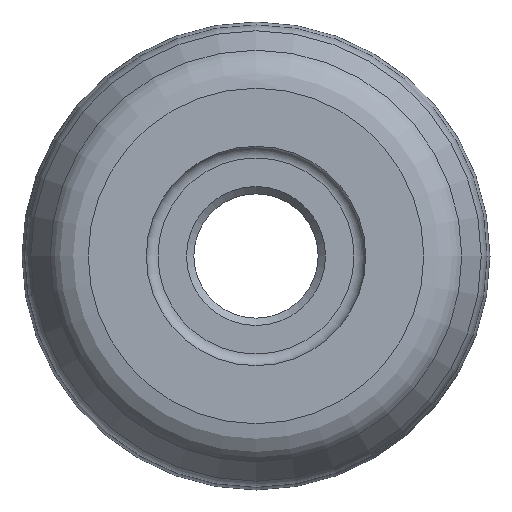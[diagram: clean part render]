
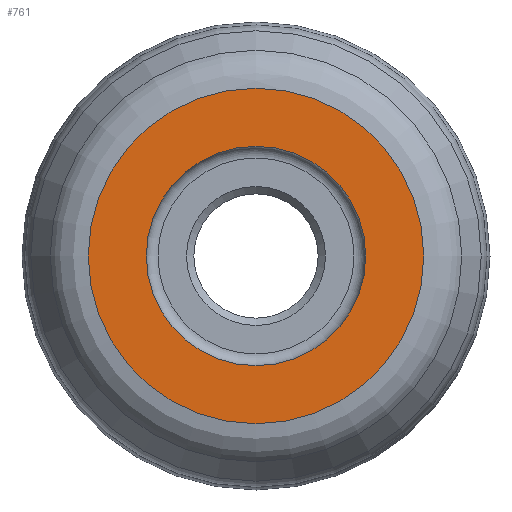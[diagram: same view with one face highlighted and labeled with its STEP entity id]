
A CAD part, front view. The second image highlights one B-rep face of the part: STEP entity #761.
In plain terms, the highlighted planar face has unit normal (0, -1, 0).
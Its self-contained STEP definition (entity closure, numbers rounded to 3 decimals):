
#70 = AXIS2_PLACEMENT_3D ( 'NONE', #717, #550, #605 ) ;
#108 = CARTESIAN_POINT ( 'NONE',  ( 0., 0., 7.5 ) ) ;
#143 = CIRCLE ( 'NONE', #70, 11.47 ) ;
#180 = CARTESIAN_POINT ( 'NONE',  ( 0., 0., 11.47 ) ) ;
#199 = AXIS2_PLACEMENT_3D ( 'NONE', #615, #535, #251 ) ;
#225 = DIRECTION ( 'NONE',  ( 0., 0., 1. ) ) ;
#230 = CARTESIAN_POINT ( 'NONE',  ( 0., 0., -7.5 ) ) ;
#251 = DIRECTION ( 'NONE',  ( 0., 0., 1. ) ) ;
#262 = EDGE_LOOP ( 'NONE', ( #730 ) ) ;
#351 = VERTEX_POINT ( 'NONE', #108 ) ;
#364 = EDGE_CURVE ( 'NONE', #351, #351, #710, .T. ) ;
#381 = VERTEX_POINT ( 'NONE', #180 ) ;
#394 = EDGE_CURVE ( 'NONE', #381, #381, #143, .T. ) ;
#477 = FACE_OUTER_BOUND ( 'NONE', #262, .T. ) ;
#535 = DIRECTION ( 'NONE',  ( 0., 1., 0. ) ) ;
#550 = DIRECTION ( 'NONE',  ( 0., 1., 0. ) ) ;
#570 = AXIS2_PLACEMENT_3D ( 'NONE', #230, #694, #225 ) ;
#605 = DIRECTION ( 'NONE',  ( 0., 0., 1. ) ) ;
#615 = CARTESIAN_POINT ( 'NONE',  ( 0., 0., 0. ) ) ;
#694 = DIRECTION ( 'NONE',  ( 0., 1., 0. ) ) ;
#710 = CIRCLE ( 'NONE', #199, 7.5 ) ;
#716 = FACE_BOUND ( 'NONE', #749, .T. ) ;
#717 = CARTESIAN_POINT ( 'NONE',  ( 0., 0., 0. ) ) ;
#730 = ORIENTED_EDGE ( 'NONE', *, *, #394, .F. ) ;
#749 = EDGE_LOOP ( 'NONE', ( #772 ) ) ;
#761 = ADVANCED_FACE ( 'NONE', ( #477, #716 ), #762, .F. ) ;
#762 = PLANE ( 'NONE',  #570 ) ;
#772 = ORIENTED_EDGE ( 'NONE', *, *, #364, .T. ) ;
